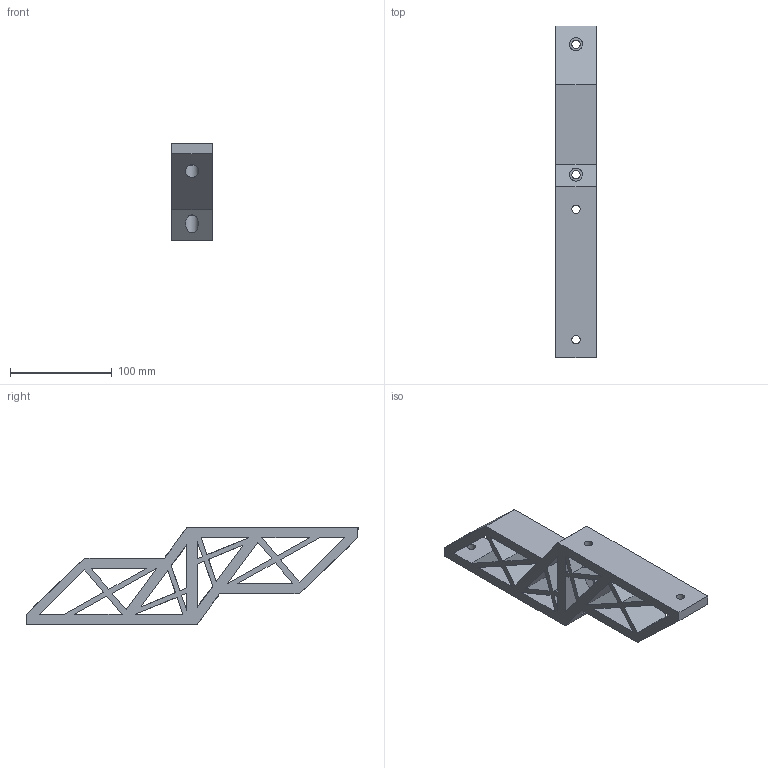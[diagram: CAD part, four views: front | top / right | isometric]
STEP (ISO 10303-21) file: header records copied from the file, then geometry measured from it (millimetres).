
FILE_DESCRIPTION(/* description */ (''),/* implementation_level */ '2;1');
FILE_NAME(/* name */ 'AntennaBoxBracket.step',/* time_stamp */ '2024-09-11T17:05:09-04:00',/* author */ (''),/* organization */ (''),/* preprocessor_version */ 'ST-DEVELOPER v20',/* originating_system */ 'Autodesk Translation Framework v13.14.0.145',/* authorisation */ '');
FILE_SCHEMA (('AUTOMOTIVE_DESIGN { 1 0 10303 214 3 1 1 }'));
Length unit declared in the file: millimetre
Products named in the file (1): plate
Bounding box: 40 x 325.82 x 95 mm (x, y, z)
Volume: 429712.8 mm3; surface area: 122213.2 mm2
Topology: 1 solids, 1 shells, 81 faces, 273 edges, 182 vertices
Faces by surface type: plane 73, cylinder 8
Full cylindrical faces by diameter (mm): 8 x4, 13 x4
Entity records: 3103 total; most frequent: ORIENTED_EDGE 546, CARTESIAN_POINT 537, DIRECTION 481, EDGE_CURVE 273, LINE 229, VECTOR 229, VERTEX_POINT 182, AXIS2_PLACEMENT_3D 126
